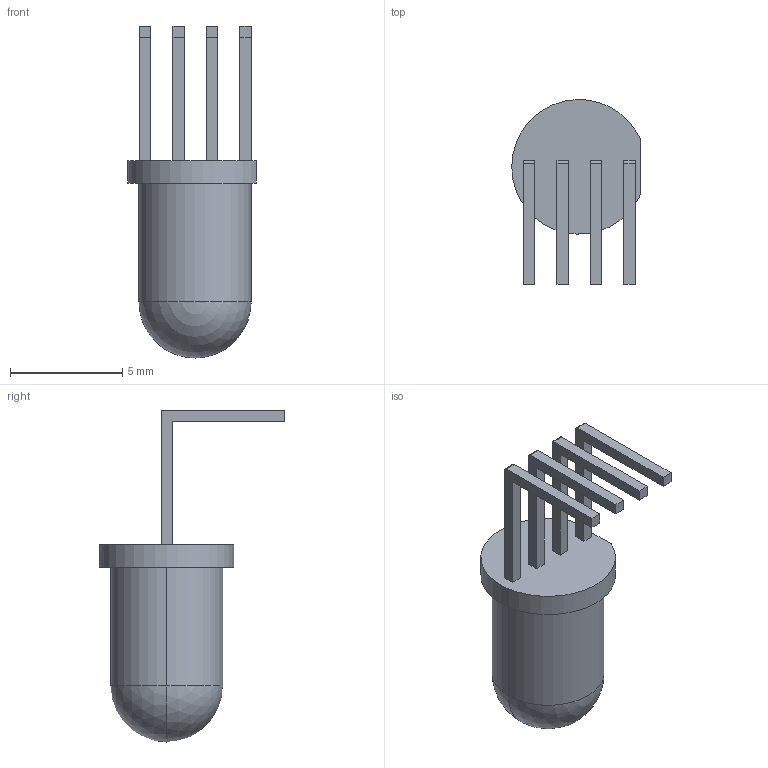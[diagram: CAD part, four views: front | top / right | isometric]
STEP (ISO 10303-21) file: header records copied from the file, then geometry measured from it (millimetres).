
FILE_DESCRIPTION (( 'STEP AP214' ), '1' );
FILE_NAME ('LED RGB 5mm.STEP', '2019-09-13T04:07:57', ( '' ), ( '' ), 'SwSTEP 2.0', 'SolidWorks 2016', '' );
FILE_SCHEMA (( 'AUTOMOTIVE_DESIGN' ));
Length unit declared in the file: millimetre
Products named in the file (1): LED RGB 5mm
Bounding box: 5.73 x 8.25 x 14.8 mm (x, y, z)
Volume: 175.6 mm3; surface area: 265.2 mm2
Topology: 1 solids, 1 shells, 40 faces, 102 edges, 67 vertices
Faces by surface type: plane 31, cylinder 7, sphere 2
Entity records: 1512 total; most frequent: CARTESIAN_POINT 204, DIRECTION 196, ORIENTED_EDGE 196, EDGE_CURVE 98, VECTOR 82, LINE 82, VERTEX_POINT 65, AXIS2_PLACEMENT_3D 57
